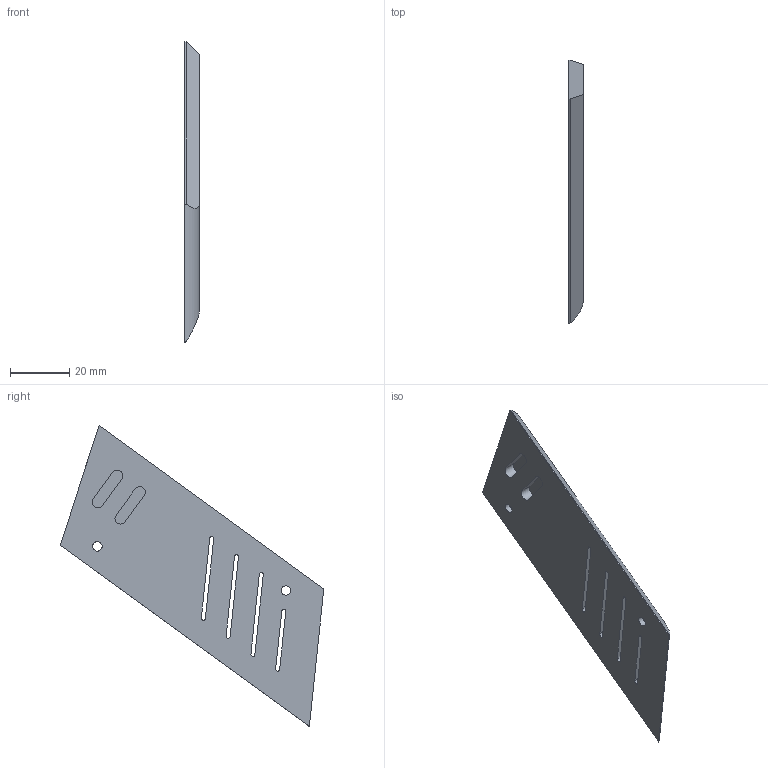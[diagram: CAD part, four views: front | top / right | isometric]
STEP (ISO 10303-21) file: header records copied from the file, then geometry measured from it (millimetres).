
FILE_DESCRIPTION(/* description */ (''),/* implementation_level */ '2;1');
FILE_NAME(/* name */ 'Grip Sides(Mirror).step',/* time_stamp */ '2021-02-23T19:31:47-06:00',/* author */ (''),/* organization */ (''),/* preprocessor_version */ 'ST-DEVELOPER v18.1',/* originating_system */ 'Autodesk Translation Framework v9.7.1.1290',/* authorisation */ '');
FILE_SCHEMA (('AUTOMOTIVE_DESIGN { 1 0 10303 214 3 1 1 }'));
Length unit declared in the file: millimetre
Products named in the file (1): Grip Sides(Mirror)
Bounding box: 5 x 89.28 x 101.86 mm (x, y, z)
Volume: 15189.7 mm3; surface area: 9725.4 mm2
Topology: 1 solids, 1 shells, 40 faces, 105 edges, 70 vertices
Faces by surface type: plane 23, cylinder 9, cone 8
Full cylindrical faces by diameter (mm): 3.2 x2, 6 x2
Entity records: 1311 total; most frequent: DIRECTION 225, CARTESIAN_POINT 216, ORIENTED_EDGE 210, EDGE_CURVE 105, AXIS2_PLACEMENT_3D 79, VERTEX_POINT 70, LINE 67, VECTOR 67
